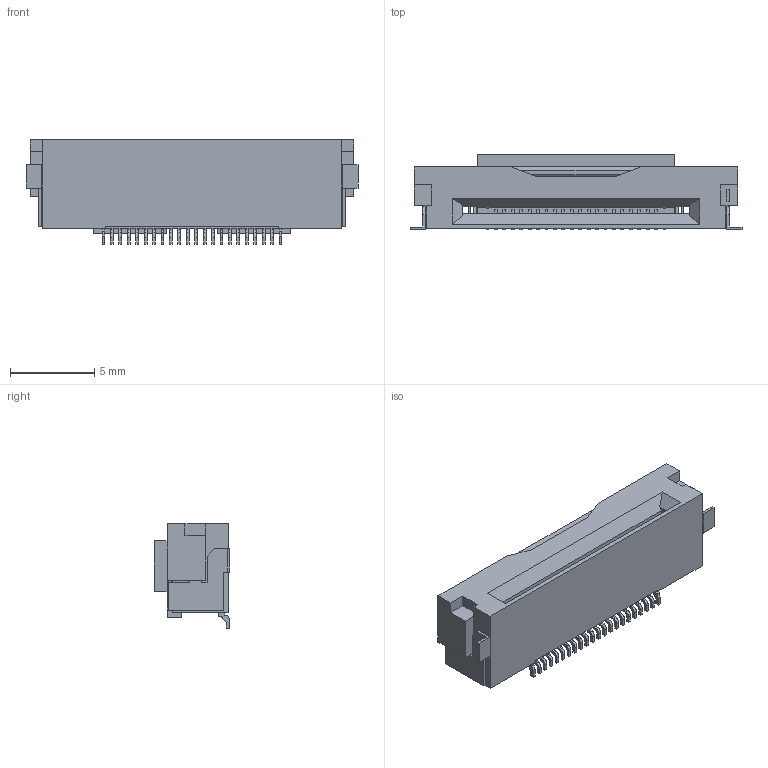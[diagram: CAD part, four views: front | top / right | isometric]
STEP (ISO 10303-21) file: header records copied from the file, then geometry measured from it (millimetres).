
FILE_DESCRIPTION((''),'2;1');
FILE_NAME('2004850220','2020-12-14T',('gga'),(''),'PRO/ENGINEER BY PARAMETRIC TECHNOLOGY CORPORATION, 2016010','PRO/ENGINEER BY PARAMETRIC TECHNOLOGY CORPORATION, 2016010','');
FILE_SCHEMA(('CONFIG_CONTROL_DESIGN'));
Length unit declared in the file: millimetre
Products named in the file (1): 2004850220
Bounding box: 19.69 x 4.46 x 6.2 mm (x, y, z)
Volume: 284.9 mm3; surface area: 838.1 mm2
Topology: 21 solids, 21 shells, 854 faces, 2503 edges, 1698 vertices
Faces by surface type: plane 728, cylinder 126
Entity records: 27954 total; most frequent: CARTESIAN_POINT 4960, ORIENTED_EDGE 4814, DIRECTION 4465, EDGE_CURVE 2407, VECTOR 2251, LINE 2251, VERTEX_POINT 1602, AXIS2_PLACEMENT_3D 1107
